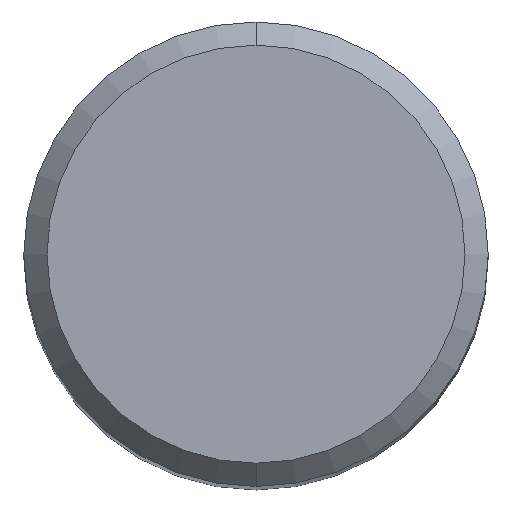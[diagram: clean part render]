
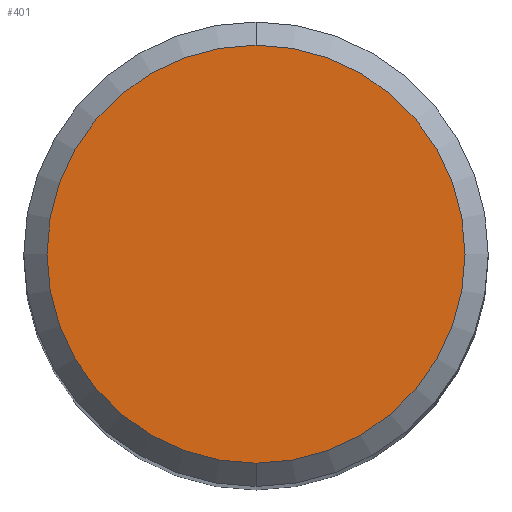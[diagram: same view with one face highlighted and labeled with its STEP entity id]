
A CAD part, top view. The second image highlights one B-rep face of the part: STEP entity #401.
In plain terms, the highlighted planar face has unit normal (0, 0, 1).
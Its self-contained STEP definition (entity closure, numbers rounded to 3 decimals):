
#235=EDGE_CURVE('',#367,#279,#549,.T.);
#279=VERTEX_POINT('',#597);
#299=EDGE_CURVE('',#279,#367,#621,.T.);
#367=VERTEX_POINT('',#694);
#401=ADVANCED_FACE('',(#732),#733,.T.);
#549=CIRCLE('',#963,5.4);
#597=CARTESIAN_POINT('',(0.0,5.4,0.0));
#621=CIRCLE('',#1097,5.4);
#694=CARTESIAN_POINT('',(0.,-5.4,0.0));
#732=FACE_OUTER_BOUND('',#1299,.T.);
#733=PLANE('',#1300);
#963=AXIS2_PLACEMENT_3D('',#1584,#1585,#1586);
#1097=AXIS2_PLACEMENT_3D('',#1677,#1678,#1679);
#1299=EDGE_LOOP('',(#1797,#1798));
#1300=AXIS2_PLACEMENT_3D('',#1799,#1800,#1801);
#1584=CARTESIAN_POINT('',(0.0,0.0,0.0));
#1585=DIRECTION('',(0.0,0.0,-1.0));
#1586=DIRECTION('',(0.0,1.0,0.0));
#1677=CARTESIAN_POINT('',(0.0,0.0,0.0));
#1678=DIRECTION('',(0.0,0.0,-1.0));
#1679=DIRECTION('',(0.0,1.0,0.0));
#1797=ORIENTED_EDGE('',*,*,#299,.F.);
#1798=ORIENTED_EDGE('',*,*,#235,.F.);
#1799=CARTESIAN_POINT('',(0.0,2.7,0.0));
#1800=DIRECTION('',(-0.0,0.0,1.0));
#1801=DIRECTION('',(0.0,-1.0,0.0));
